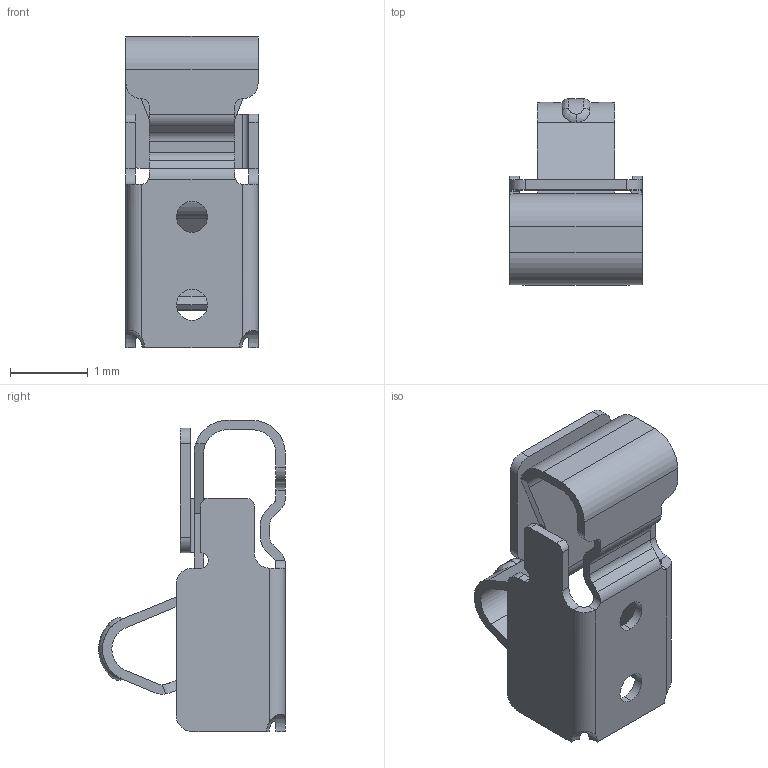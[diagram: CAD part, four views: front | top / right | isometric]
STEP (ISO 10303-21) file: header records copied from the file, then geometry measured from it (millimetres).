
FILE_DESCRIPTION((''),'2;1');
FILE_NAME('C-2286211-3','2019-10-17T09:01:08',('workeradm'),('TE Connectivity Ltd.'),'CREO PARAMETRIC BY PTC INC, 2019030','CREO PARAMETRIC BY PTC INC, 2019030','');
FILE_SCHEMA(('AUTOMOTIVE_DESIGN { 1 0 10303 214 1 1 1 1 }'));
Length unit declared in the file: millimetre
Products named in the file (1): C-2286211-3
Bounding box: 1.7 x 2.4 x 4 mm (x, y, z)
Volume: 2.6 mm3; surface area: 47.4 mm2
Topology: 1 solids, 1 shells, 116 faces, 331 edges, 218 vertices
Faces by surface type: plane 54, cylinder 54, bspline 4, sphere 2, torus 2
Entity records: 4285 total; most frequent: CARTESIAN_POINT 992, ORIENTED_EDGE 660, DIRECTION 656, EDGE_CURVE 330, AXIS2_PLACEMENT_3D 236, VERTEX_POINT 216, VECTOR 184, LINE 184
